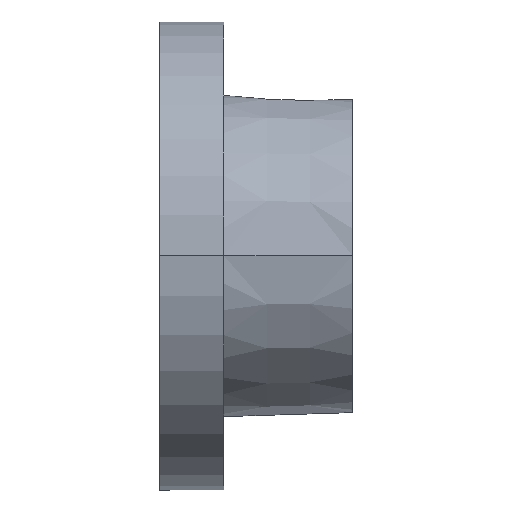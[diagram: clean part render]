
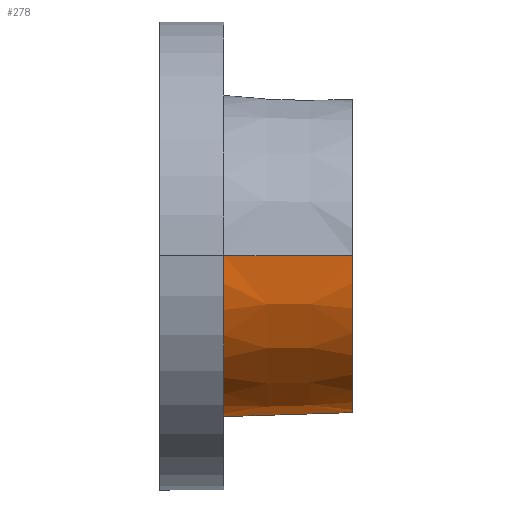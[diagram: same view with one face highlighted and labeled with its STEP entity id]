
A CAD part, top view. The second image highlights one B-rep face of the part: STEP entity #278.
In plain terms, the highlighted conical face has half-angle 1.79 degrees and reference radius 27.781 mm.
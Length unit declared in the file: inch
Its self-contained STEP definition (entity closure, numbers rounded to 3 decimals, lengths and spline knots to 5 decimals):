
#5 = CARTESIAN_POINT ( 'NONE',  ( 0.29167, -1.08443, 0.01893 ) ) ;
#55 = DIRECTION ( 'NONE',  ( 0., 0., -1. ) ) ;
#140 = VERTEX_POINT ( 'NONE', #612 ) ;
#174 = VERTEX_POINT ( 'NONE', #316 ) ;
#224 = EDGE_CURVE ( 'NONE', #140, #174, #541, .T. ) ;
#232 = DIRECTION ( 'NONE',  ( 1., 0., 0. ) ) ;
#277 = AXIS2_PLACEMENT_3D ( 'NONE', #687, #232, #791 ) ;
#278 = ADVANCED_FACE ( 'NONE', ( #750 ), #692, .T. ) ;
#287 = CARTESIAN_POINT ( 'NONE',  ( 0., 0., 1.09157 ) ) ;
#299 = LINE ( 'NONE', #370, #323 ) ;
#316 = CARTESIAN_POINT ( 'NONE',  ( 0.875, -1.0662, 0.01861 ) ) ;
#323 = VECTOR ( 'NONE', #439, 39.37008 ) ;
#333 = CARTESIAN_POINT ( 'NONE',  ( 0., 0., -0.00218 ) ) ;
#362 = EDGE_CURVE ( 'NONE', #174, #985, #910, .T. ) ;
#370 = CARTESIAN_POINT ( 'NONE',  ( 0., 0., 1.09157 ) ) ;
#399 = EDGE_CURVE ( 'NONE', #986, #985, #506, .T. ) ;
#428 = ORIENTED_EDGE ( 'NONE', *, *, #399, .T. ) ;
#439 = DIRECTION ( 'NONE',  ( -1., 0., 0.031 ) ) ;
#450 = EDGE_CURVE ( 'NONE', #140, #986, #299, .T. ) ;
#465 = EDGE_LOOP ( 'NONE', ( #982, #848, #428, #626 ) ) ;
#498 = CARTESIAN_POINT ( 'NONE',  ( 0., -1.09354, 0.01909 ) ) ;
#506 = CIRCLE ( 'NONE', #277, 1.09375 ) ;
#539 = AXIS2_PLACEMENT_3D ( 'NONE', #894, #889, #803 ) ;
#541 = CIRCLE ( 'NONE', #539, 1.0664 ) ;
#594 = CARTESIAN_POINT ( 'NONE',  ( 0., -1.09354, 0.01909 ) ) ;
#598 = AXIS2_PLACEMENT_3D ( 'NONE', #333, #987, #55 ) ;
#612 = CARTESIAN_POINT ( 'NONE',  ( 0.875, 0., 1.06422 ) ) ;
#626 = ORIENTED_EDGE ( 'NONE', *, *, #362, .F. ) ;
#675 = CARTESIAN_POINT ( 'NONE',  ( 0.58333, -1.07532, 0.01877 ) ) ;
#687 = CARTESIAN_POINT ( 'NONE',  ( 0., 0., -0.00218 ) ) ;
#692 = CONICAL_SURFACE ( 'NONE', #598, 1.09375, 0.031 ) ;
#750 = FACE_OUTER_BOUND ( 'NONE', #465, .T. ) ;
#791 = DIRECTION ( 'NONE',  ( 0., 0., -1. ) ) ;
#803 = DIRECTION ( 'NONE',  ( 0., 0., -1. ) ) ;
#848 = ORIENTED_EDGE ( 'NONE', *, *, #450, .T. ) ;
#869 = CARTESIAN_POINT ( 'NONE',  ( 0.875, -1.0662, 0.01861 ) ) ;
#889 = DIRECTION ( 'NONE',  ( 1., 0., 0. ) ) ;
#894 = CARTESIAN_POINT ( 'NONE',  ( 0.875, 0., -0.00218 ) ) ;
#910 = B_SPLINE_CURVE_WITH_KNOTS ( 'NONE', 3,
 ( #869, #675, #5, #498 ),
 .UNSPECIFIED., .F., .F.,
 ( 4, 4 ),
 ( 0., 0.02224 ),
 .UNSPECIFIED. ) ;
#982 = ORIENTED_EDGE ( 'NONE', *, *, #224, .F. ) ;
#985 = VERTEX_POINT ( 'NONE', #594 ) ;
#986 = VERTEX_POINT ( 'NONE', #287 ) ;
#987 = DIRECTION ( 'NONE',  ( -1., 0., 0. ) ) ;
